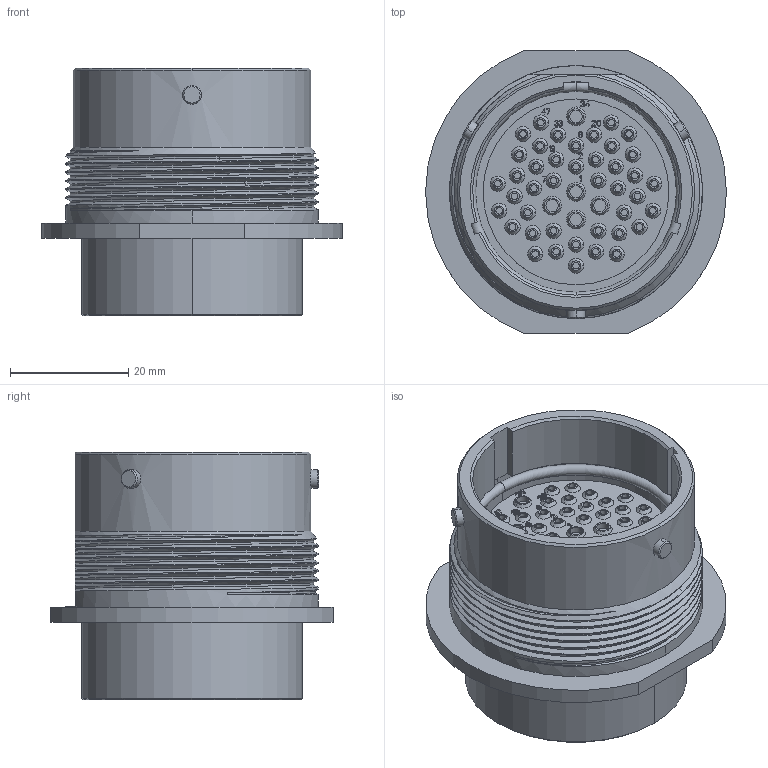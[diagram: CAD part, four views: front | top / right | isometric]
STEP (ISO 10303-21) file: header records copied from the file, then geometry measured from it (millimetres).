
FILE_DESCRIPTION((''),'2;1');
FILE_NAME('C-HD34-24-47PE','2015-03-06T',('workeradm'),('Tyco Electronics Ltd.'),'PRO/ENGINEER BY PARAMETRIC TECHNOLOGY CORPORATION, 2014090','PRO/ENGINEER BY PARAMETRIC TECHNOLOGY CORPORATION, 2014090','');
FILE_SCHEMA(('AUTOMOTIVE_DESIGN { 1 0 10303 214 1 1 1 1 }'));
Products named in the file (1): C-HD34-24-47PE
Bounding box: 50.8 x 47.62 x 41.83 mm (x, y, z)
Volume: 40687.1 mm3; surface area: 13397.8 mm2
Topology: 1 solids, 1 shells, 1248 faces, 2965 edges, 1938 vertices
Faces by surface type: plane 688, cylinder 317, cone 110, torus 90, bspline 43
Entity records: 60380 total; most frequent: CARTESIAN_POINT 30589, DIRECTION 6310, ORIENTED_EDGE 5930, EDGE_CURVE 2965, AXIS2_PLACEMENT_3D 2229, VERTEX_POINT 1938, VECTOR 1852, LINE 1852
